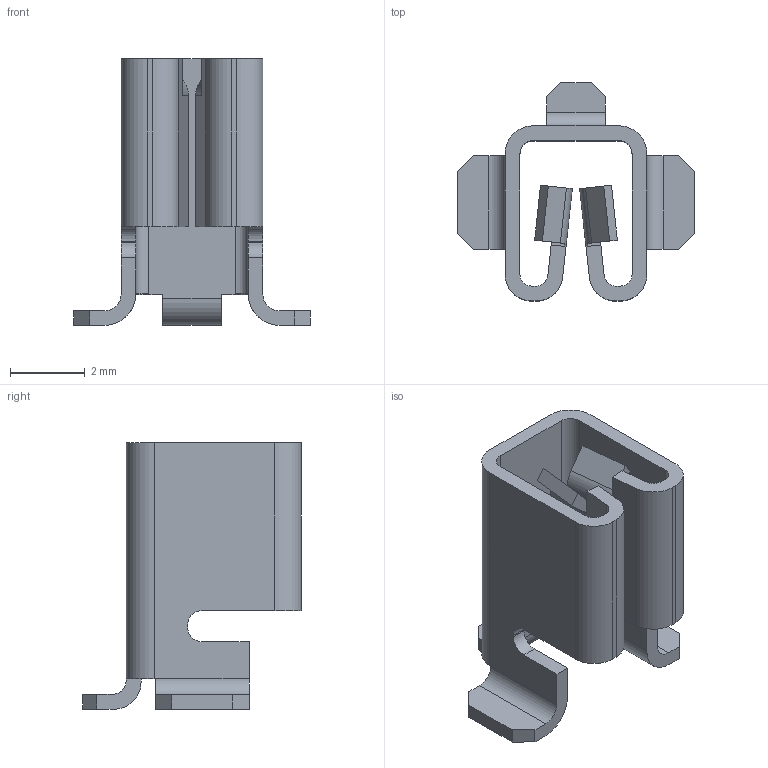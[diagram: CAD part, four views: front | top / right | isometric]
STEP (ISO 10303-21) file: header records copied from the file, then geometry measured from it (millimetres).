
FILE_DESCRIPTION(/* description */ ('Unknown'),/* implementation_level */ '2;1');
FILE_NAME(/* name */ '3586KTR',/* time_stamp */ '2025-01-23T09:39:24+02:00',/* author */ ('Unknown'),/* organization */ ('Unknown'),/* preprocessor_version */ 'ST-DEVELOPER v18.102',/* originating_system */ 'Solid Edge',/* authorisation */ 'Unknown');
FILE_SCHEMA (('AUTOMOTIVE_DESIGN {1 0 10303 214 3 1 1}'));
Length unit declared in the file: millimetre
Products named in the file (1): 3586KTR
Bounding box: 6.35 x 5.87 x 7.16 mm (x, y, z)
Volume: 43.6 mm3; surface area: 246.2 mm2
Topology: 1 solids, 1 shells, 86 faces, 250 edges, 166 vertices
Faces by surface type: plane 58, cylinder 26, torus 2
Entity records: 2868 total; most frequent: CARTESIAN_POINT 509, ORIENTED_EDGE 500, DIRECTION 480, EDGE_CURVE 250, LINE 190, VECTOR 190, VERTEX_POINT 166, AXIS2_PLACEMENT_3D 145
